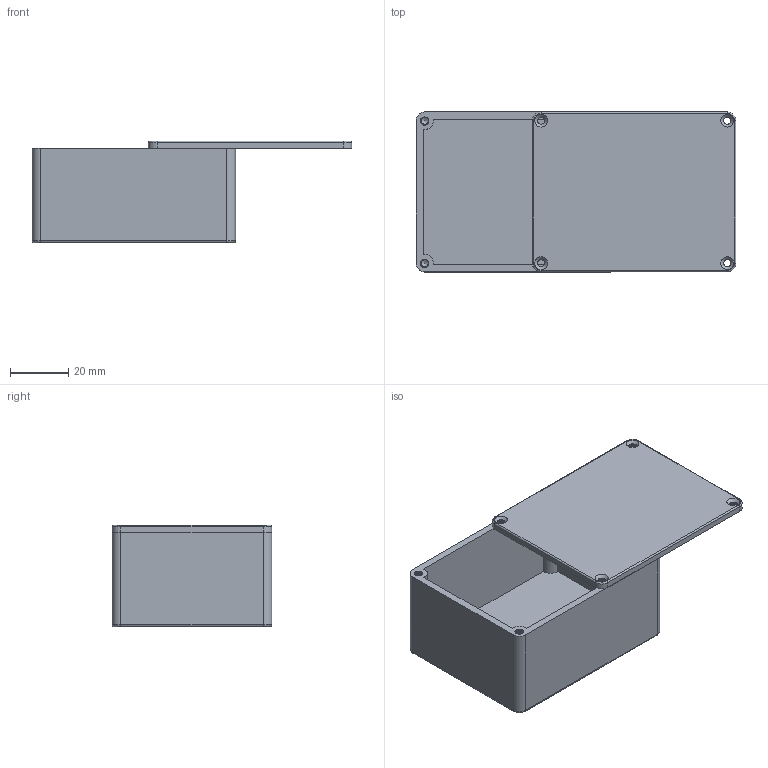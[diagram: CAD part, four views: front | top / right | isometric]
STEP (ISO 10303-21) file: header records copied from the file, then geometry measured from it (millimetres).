
FILE_DESCRIPTION(/* description */ (''),/* implementation_level */ '2;1');
FILE_NAME(/* name */ 'boitier_bracelet.step',/* time_stamp */ '2026-02-01T22:24:04+01:00',/* author */ (''),/* organization */ (''),/* preprocessor_version */ 'ST-DEVELOPER v20.1',/* originating_system */ 'Autodesk Translation Framework v14.24.0.0',/* authorisation */ '');
FILE_SCHEMA (('AUTOMOTIVE_DESIGN { 1 0 10303 214 3 1 1 }'));
Length unit declared in the file: millimetre
Products named in the file (3): 2026-01-16-11-54-34-588; 2026-01-16-16-33-33-469; 2026-01-20-12-06-53-358
Assembly tree (2 placements, depth 2):
  2026-01-16-11-54-34-588
    2026-01-16-16-33-33-469
    2026-01-20-12-06-53-358
Bounding box: 110 x 55 x 35 mm (x, y, z)
Volume: 37734.9 mm3; surface area: 31492.9 mm2
Topology: 2 solids, 2 shells, 357 faces, 1024 edges, 672 vertices
Faces by surface type: cylinder 300, plane 25, bspline 16, torus 8, cone 8
Full cylindrical faces by diameter (mm): 2.529 x64, 3.086 x32
Entity records: 28117 total; most frequent: CARTESIAN_POINT 19840, ORIENTED_EDGE 2040, DIRECTION 1220, EDGE_CURVE 1020, VERTEX_POINT 672, B_SPLINE_CURVE_WITH_KNOTS 592, AXIS2_PLACEMENT_3D 446, EDGE_LOOP 370
